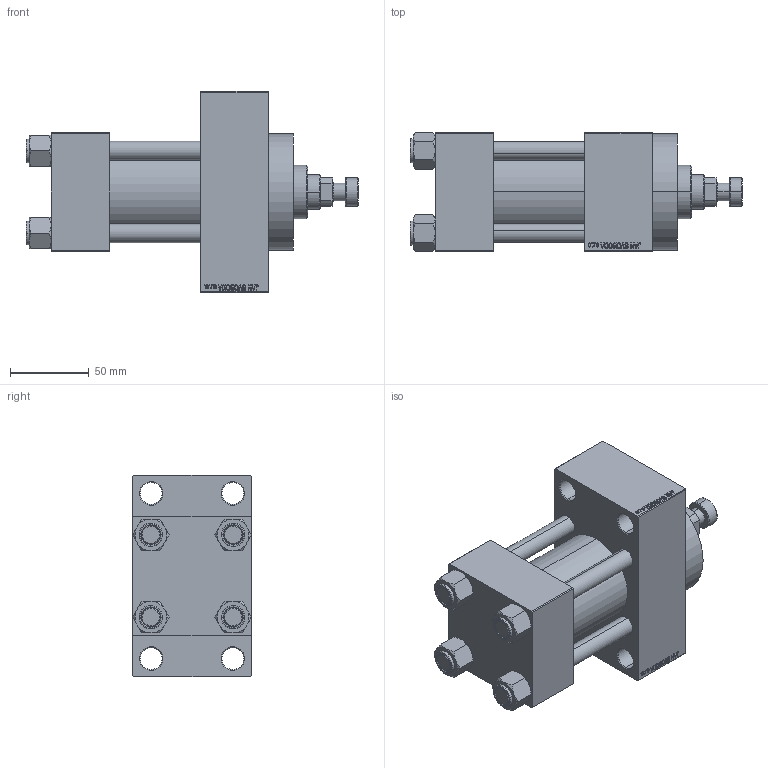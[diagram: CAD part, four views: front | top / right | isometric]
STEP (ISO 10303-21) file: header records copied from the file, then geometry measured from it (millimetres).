
FILE_DESCRIPTION (( 'STEP AP203' ), '1' );
FILE_NAME ('144d.STEP', '2023-11-28T13:09:37', ( '' ), ( '' ), 'SwSTEP 2.0', 'SolidWorks 2019', '' );
FILE_SCHEMA (( 'CONFIG_CONTROL_DESIGN' ));
Length unit declared in the file: millimetre
Products named in the file (7): V215_VC_A 84e874eac9f5c995e9ac6e4784f3b022; V215CR_VCP_D 84e874eac9f5c995e9ac6e4784f3b022; V215CR_ROD_END_W 84e874eac9f5c995e9ac6e4784f3b022; V215CR_D_Body 84e874eac9f5c995e9ac6e4784f3b022; V215CR_D_TYCINKA 84e874eac9f5c995e9ac6e4784f3b022; 144d; NUT_M5_D 84e874eac9f5c995e9ac6e4784f3b022
Assembly tree (12 placements, depth 2):
  144d
    V215CR_D_Body 84e874eac9f5c995e9ac6e4784f3b022
    V215CR_VCP_D 84e874eac9f5c995e9ac6e4784f3b022
    NUT_M5_D 84e874eac9f5c995e9ac6e4784f3b022  x4
    V215CR_D_TYCINKA 84e874eac9f5c995e9ac6e4784f3b022  x4
    V215_VC_A 84e874eac9f5c995e9ac6e4784f3b022
    V215CR_ROD_END_W 84e874eac9f5c995e9ac6e4784f3b022
Bounding box: 211 x 75.54 x 128 mm (x, y, z)
Volume: 809343.5 mm3; surface area: 166226.8 mm2
Topology: 12 solids, 12 shells, 1118 faces, 2778 edges, 1797 vertices
Faces by surface type: plane 501, bspline 368, cone 144, cylinder 93, torus 12
Entity records: 47699 total; most frequent: CARTESIAN_POINT 25133, ORIENTED_EDGE 5048, DIRECTION 3274, EDGE_CURVE 2524, VERTEX_POINT 1653, VECTOR 1510, LINE 1510, EDGE_LOOP 1131
